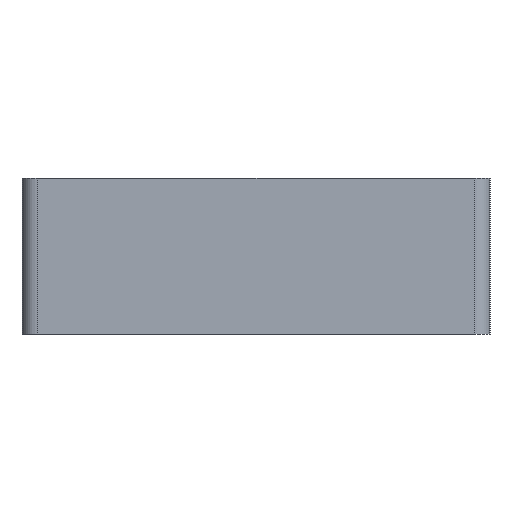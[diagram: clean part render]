
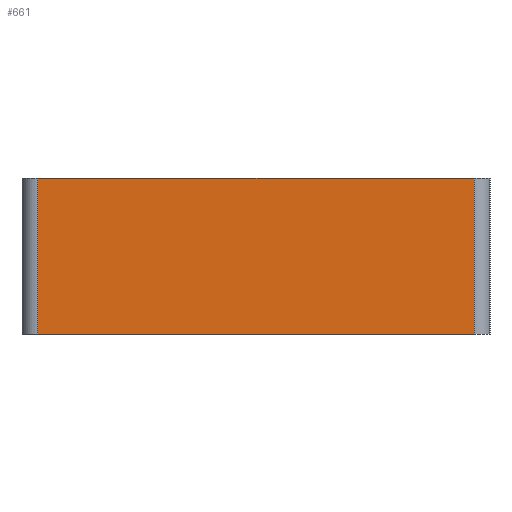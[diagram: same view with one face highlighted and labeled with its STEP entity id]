
A CAD part, left-side view. The second image highlights one B-rep face of the part: STEP entity #661.
In plain terms, the highlighted planar face has unit normal (-1, 0, 0).
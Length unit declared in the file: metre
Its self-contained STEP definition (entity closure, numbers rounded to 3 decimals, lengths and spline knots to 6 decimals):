
#112=ORIENTED_EDGE('',*,*,#296,.F.);
#113=ORIENTED_EDGE('',*,*,#297,.T.);
#114=ORIENTED_EDGE('',*,*,#298,.T.);
#115=ORIENTED_EDGE('',*,*,#299,.T.);
#296=EDGE_CURVE('',#384,#385,#448,.T.);
#297=EDGE_CURVE('',#384,#386,#449,.F.);
#298=EDGE_CURVE('',#386,#387,#450,.T.);
#299=EDGE_CURVE('',#387,#385,#451,.T.);
#384=VERTEX_POINT('',#1071);
#385=VERTEX_POINT('',#1072);
#386=VERTEX_POINT('',#1074);
#387=VERTEX_POINT('',#1076);
#448=LINE('',#1070,#528);
#449=LINE('',#1073,#529);
#450=LINE('',#1075,#530);
#451=LINE('',#1077,#531);
#528=VECTOR('',#857,1.);
#529=VECTOR('',#858,1.);
#530=VECTOR('',#859,1.);
#531=VECTOR('',#860,1.);
#567=EDGE_LOOP('',(#112,#113,#114,#115));
#601=FACE_BOUND('',#567,.T.);
#631=PLANE('',#716);
#661=ADVANCED_FACE('',(#601),#631,.T.);
#716=AXIS2_PLACEMENT_3D('',#1069,#855,#856);
#855=DIRECTION('',(-1.,0.,0.));
#856=DIRECTION('',(0.,0.,1.));
#857=DIRECTION('',(0.,1.,0.));
#858=DIRECTION('',(0.,0.,-1.));
#859=DIRECTION('',(0.,1.,0.));
#860=DIRECTION('',(0.,0.,-1.));
#1069=CARTESIAN_POINT('',(-0.0225,0.,0.005));
#1070=CARTESIAN_POINT('',(-0.0225,0.,0.));
#1071=CARTESIAN_POINT('',(-0.0225,-0.007,0.));
#1072=CARTESIAN_POINT('',(-0.0225,0.007,0.));
#1073=CARTESIAN_POINT('',(-0.0225,-0.007,0.005));
#1074=CARTESIAN_POINT('',(-0.0225,-0.007,0.005));
#1075=CARTESIAN_POINT('',(-0.0225,0.,0.005));
#1076=CARTESIAN_POINT('',(-0.0225,0.007,0.005));
#1077=CARTESIAN_POINT('',(-0.0225,0.007,0.));
